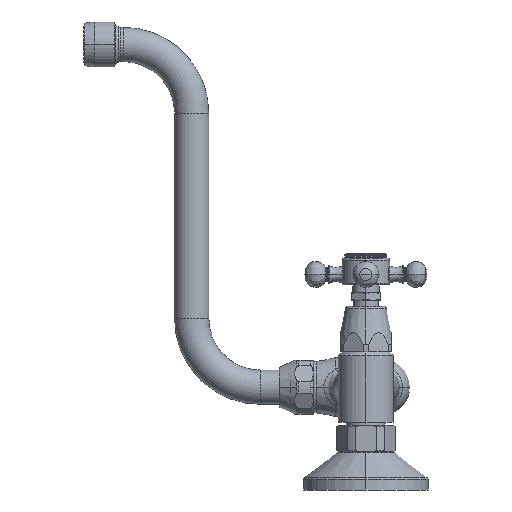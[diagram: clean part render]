
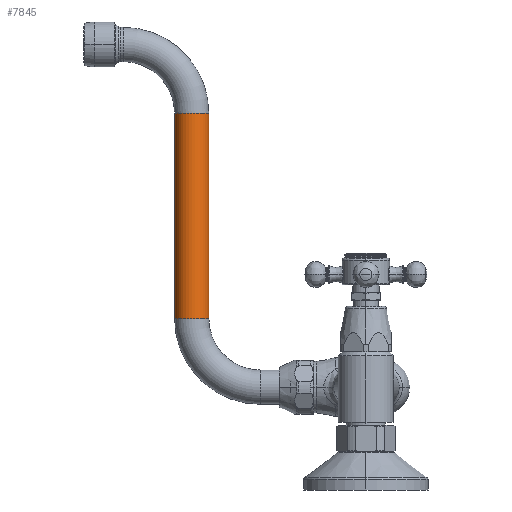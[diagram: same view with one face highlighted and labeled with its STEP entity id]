
A CAD part, left-side view. The second image highlights one B-rep face of the part: STEP entity #7845.
In plain terms, the highlighted cylindrical face has radius 9 mm (diameter 18 mm), a partial arc.
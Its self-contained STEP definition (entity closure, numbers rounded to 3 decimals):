
#29=CARTESIAN_POINT('',(0.,91.5,36.));
#30=DIRECTION('',(0.,0.,1.));
#31=DIRECTION('',(0.,1.,0.));
#32=AXIS2_PLACEMENT_3D('',#29,#30,#31);
#34=DIRECTION('',(0.,0.,1.));
#35=VECTOR('',#34,108.);
#36=CARTESIAN_POINT('',(0.,100.5,36.));
#37=LINE('',#36,#35);
#6601=DIRECTION('',(0.,0.,1.));
#6602=VECTOR('',#6601,108.);
#6603=CARTESIAN_POINT('',(0.,82.5,36.));
#6604=LINE('',#6603,#6602);
#6615=CARTESIAN_POINT('',(0.,91.5,144.));
#6616=DIRECTION('',(0.,0.,1.));
#6617=DIRECTION('',(0.,1.,0.));
#6618=AXIS2_PLACEMENT_3D('',#6615,#6616,#6617);
#7534=CARTESIAN_POINT('',(0.,100.5,36.));
#7535=CARTESIAN_POINT('',(0.,82.5,36.));
#7536=VERTEX_POINT('',#7534);
#7537=VERTEX_POINT('',#7535);
#7538=CARTESIAN_POINT('',(0.,100.5,144.));
#7539=CARTESIAN_POINT('',(0.,82.5,144.));
#7540=VERTEX_POINT('',#7538);
#7541=VERTEX_POINT('',#7539);
#7830=CARTESIAN_POINT('',(0.,91.5,36.));
#7831=DIRECTION('',(0.,0.,1.));
#7832=DIRECTION('',(0.,1.,0.));
#7833=AXIS2_PLACEMENT_3D('',#7830,#7831,#7832);
#7834=CYLINDRICAL_SURFACE('',#7833,9.);
#7836=ORIENTED_EDGE('',*,*,#7835,.F.);
#7838=ORIENTED_EDGE('',*,*,#7837,.T.);
#7840=ORIENTED_EDGE('',*,*,#7839,.T.);
#7842=ORIENTED_EDGE('',*,*,#7841,.F.);
#7843=EDGE_LOOP('',(#7836,#7838,#7840,#7842));
#7844=FACE_OUTER_BOUND('',#7843,.F.);
#7845=ADVANCED_FACE('',(#7844),#7834,.T.);
#33=CIRCLE('',#32,9.);
#6619=CIRCLE('',#6618,9.);
#7835=EDGE_CURVE('',#7536,#7537,#33,.T.);
#7837=EDGE_CURVE('',#7536,#7540,#37,.T.);
#7839=EDGE_CURVE('',#7540,#7541,#6619,.T.);
#7841=EDGE_CURVE('',#7537,#7541,#6604,.T.);
